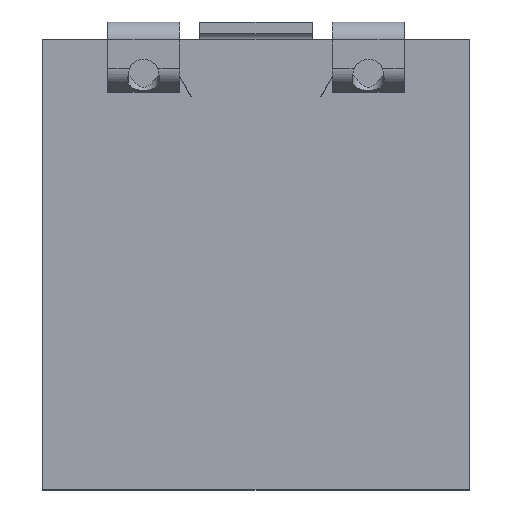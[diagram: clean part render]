
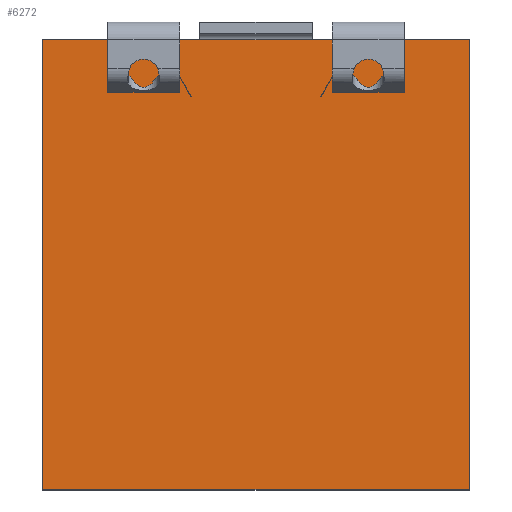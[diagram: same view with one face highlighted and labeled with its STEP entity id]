
A CAD part, top view. The second image highlights one B-rep face of the part: STEP entity #6272.
In plain terms, the highlighted planar face has unit normal (0, 0, 1).
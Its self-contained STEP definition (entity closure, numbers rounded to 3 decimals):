
#23=ELLIPSE('',#6649,0.302,0.178);
#24=ELLIPSE('',#6650,0.302,0.178);
#166=FACE_BOUND('',#812,.T.);
#167=FACE_BOUND('',#813,.T.);
#168=FACE_BOUND('',#814,.T.);
#169=FACE_BOUND('',#815,.T.);
#194=PLANE('',#6648);
#459=FACE_OUTER_BOUND('',#811,.T.);
#811=EDGE_LOOP('',(#4405,#4406,#4407,#4408));
#812=EDGE_LOOP('',(#4409,#4410,#4411,#4412));
#813=EDGE_LOOP('',(#4413,#4414,#4415,#4416));
#814=EDGE_LOOP('',(#4417,#4418,#4419,#4420,#4421,#4422));
#815=EDGE_LOOP('',(#4423,#4424,#4425,#4426,#4427,#4428));
#1216=LINE('',#9295,#1943);
#1219=LINE('',#9300,#1946);
#1220=LINE('',#9303,#1947);
#1221=LINE('',#9304,#1948);
#1222=LINE('',#9307,#1949);
#1223=LINE('',#9309,#1950);
#1224=LINE('',#9311,#1951);
#1225=LINE('',#9312,#1952);
#1226=LINE('',#9315,#1953);
#1227=LINE('',#9317,#1954);
#1228=LINE('',#9319,#1955);
#1229=LINE('',#9320,#1956);
#1230=LINE('',#9323,#1957);
#1231=LINE('',#9325,#1958);
#1232=LINE('',#9329,#1959);
#1233=LINE('',#9331,#1960);
#1234=LINE('',#9332,#1961);
#1235=LINE('',#9335,#1962);
#1236=LINE('',#9337,#1963);
#1237=LINE('',#9341,#1964);
#1238=LINE('',#9343,#1965);
#1239=LINE('',#9344,#1966);
#1943=VECTOR('',#7226,4.826);
#1946=VECTOR('',#7231,5.08);
#1947=VECTOR('',#7234,5.08);
#1948=VECTOR('',#7235,4.826);
#1949=VECTOR('',#7236,0.002);
#1950=VECTOR('',#7237,0.296);
#1951=VECTOR('',#7238,0.005);
#1952=VECTOR('',#7239,0.298);
#1953=VECTOR('',#7240,0.298);
#1954=VECTOR('',#7241,0.005);
#1955=VECTOR('',#7242,0.296);
#1956=VECTOR('',#7243,0.002);
#1957=VECTOR('',#7244,0.157);
#1958=VECTOR('',#7245,0.273);
#1959=VECTOR('',#7248,0.273);
#1960=VECTOR('',#7249,0.157);
#1961=VECTOR('',#7250,0.813);
#1962=VECTOR('',#7251,0.157);
#1963=VECTOR('',#7252,0.273);
#1964=VECTOR('',#7255,0.273);
#1965=VECTOR('',#7256,0.157);
#1966=VECTOR('',#7257,0.813);
#2840=VERTEX_POINT('',#9292);
#2841=VERTEX_POINT('',#9294);
#2842=VERTEX_POINT('',#9298);
#2843=VERTEX_POINT('',#9302);
#2844=VERTEX_POINT('',#9305);
#2845=VERTEX_POINT('',#9306);
#2846=VERTEX_POINT('',#9308);
#2847=VERTEX_POINT('',#9310);
#2848=VERTEX_POINT('',#9313);
#2849=VERTEX_POINT('',#9314);
#2850=VERTEX_POINT('',#9316);
#2851=VERTEX_POINT('',#9318);
#2852=VERTEX_POINT('',#9321);
#2853=VERTEX_POINT('',#9322);
#2854=VERTEX_POINT('',#9324);
#2855=VERTEX_POINT('',#9326);
#2856=VERTEX_POINT('',#9328);
#2857=VERTEX_POINT('',#9330);
#2858=VERTEX_POINT('',#9333);
#2859=VERTEX_POINT('',#9334);
#2860=VERTEX_POINT('',#9336);
#2861=VERTEX_POINT('',#9338);
#2862=VERTEX_POINT('',#9340);
#2863=VERTEX_POINT('',#9342);
#3444=EDGE_CURVE('',#2841,#2840,#1216,.T.);
#3447=EDGE_CURVE('',#2842,#2841,#1219,.T.);
#3448=EDGE_CURVE('',#2843,#2840,#1220,.T.);
#3449=EDGE_CURVE('',#2842,#2843,#1221,.T.);
#3450=EDGE_CURVE('',#2844,#2845,#1222,.T.);
#3451=EDGE_CURVE('',#2846,#2844,#1223,.T.);
#3452=EDGE_CURVE('',#2847,#2846,#1224,.T.);
#3453=EDGE_CURVE('',#2847,#2845,#1225,.T.);
#3454=EDGE_CURVE('',#2848,#2849,#1226,.T.);
#3455=EDGE_CURVE('',#2850,#2849,#1227,.T.);
#3456=EDGE_CURVE('',#2851,#2850,#1228,.T.);
#3457=EDGE_CURVE('',#2848,#2851,#1229,.T.);
#3458=EDGE_CURVE('',#2852,#2853,#1230,.T.);
#3459=EDGE_CURVE('',#2854,#2852,#1231,.T.);
#3460=EDGE_CURVE('',#2855,#2854,#23,.T.);
#3461=EDGE_CURVE('',#2856,#2855,#1232,.T.);
#3462=EDGE_CURVE('',#2856,#2857,#1233,.T.);
#3463=EDGE_CURVE('',#2857,#2853,#1234,.T.);
#3464=EDGE_CURVE('',#2858,#2859,#1235,.T.);
#3465=EDGE_CURVE('',#2860,#2858,#1236,.T.);
#3466=EDGE_CURVE('',#2861,#2860,#24,.T.);
#3467=EDGE_CURVE('',#2862,#2861,#1237,.T.);
#3468=EDGE_CURVE('',#2862,#2863,#1238,.T.);
#3469=EDGE_CURVE('',#2863,#2859,#1239,.T.);
#4405=ORIENTED_EDGE('',*,*,#3448,.F.);
#4406=ORIENTED_EDGE('',*,*,#3449,.F.);
#4407=ORIENTED_EDGE('',*,*,#3447,.T.);
#4408=ORIENTED_EDGE('',*,*,#3444,.T.);
#4409=ORIENTED_EDGE('',*,*,#3450,.F.);
#4410=ORIENTED_EDGE('',*,*,#3451,.F.);
#4411=ORIENTED_EDGE('',*,*,#3452,.F.);
#4412=ORIENTED_EDGE('',*,*,#3453,.T.);
#4413=ORIENTED_EDGE('',*,*,#3454,.T.);
#4414=ORIENTED_EDGE('',*,*,#3455,.F.);
#4415=ORIENTED_EDGE('',*,*,#3456,.F.);
#4416=ORIENTED_EDGE('',*,*,#3457,.F.);
#4417=ORIENTED_EDGE('',*,*,#3458,.F.);
#4418=ORIENTED_EDGE('',*,*,#3459,.F.);
#4419=ORIENTED_EDGE('',*,*,#3460,.F.);
#4420=ORIENTED_EDGE('',*,*,#3461,.F.);
#4421=ORIENTED_EDGE('',*,*,#3462,.T.);
#4422=ORIENTED_EDGE('',*,*,#3463,.T.);
#4423=ORIENTED_EDGE('',*,*,#3464,.F.);
#4424=ORIENTED_EDGE('',*,*,#3465,.F.);
#4425=ORIENTED_EDGE('',*,*,#3466,.F.);
#4426=ORIENTED_EDGE('',*,*,#3467,.F.);
#4427=ORIENTED_EDGE('',*,*,#3468,.T.);
#4428=ORIENTED_EDGE('',*,*,#3469,.T.);
#6272=ADVANCED_FACE('',(#459,#166,#167,#168,#169),#194,.F.);
#6648=AXIS2_PLACEMENT_3D('',#9301,#7232,#7233);
#6649=AXIS2_PLACEMENT_3D('',#9327,#7246,#7247);
#6650=AXIS2_PLACEMENT_3D('',#9339,#7253,#7254);
#7226=DIRECTION('',(-1.,0.,0.));
#7231=DIRECTION('',(0.,1.,0.));
#7232=DIRECTION('center_axis',(0.,0.,-1.));
#7233=DIRECTION('ref_axis',(-1.,0.,0.));
#7234=DIRECTION('',(0.,1.,0.));
#7235=DIRECTION('',(-1.,0.,0.));
#7236=DIRECTION('',(-1.,0.,0.));
#7237=DIRECTION('',(0.514,0.857,0.));
#7238=DIRECTION('',(1.,0.,0.));
#7239=DIRECTION('',(0.521,0.853,0.));
#7240=DIRECTION('',(0.521,-0.853,0.));
#7241=DIRECTION('',(1.,0.,0.));
#7242=DIRECTION('',(0.514,-0.857,0.));
#7243=DIRECTION('',(-1.,0.,0.));
#7244=DIRECTION('',(0.,-1.,0.));
#7245=DIRECTION('',(-1.,0.,0.));
#7246=DIRECTION('center_axis',(0.,0.,-1.));
#7247=DIRECTION('ref_axis',(0.,-1.,0.));
#7248=DIRECTION('',(-1.,0.,0.));
#7249=DIRECTION('',(0.,-1.,0.));
#7250=DIRECTION('',(-1.,0.,0.));
#7251=DIRECTION('',(0.,-1.,0.));
#7252=DIRECTION('',(-1.,0.,0.));
#7253=DIRECTION('center_axis',(0.,0.,-1.));
#7254=DIRECTION('ref_axis',(0.,-1.,0.));
#7255=DIRECTION('',(-1.,0.,0.));
#7256=DIRECTION('',(0.,-1.,0.));
#7257=DIRECTION('',(-1.,0.,0.));
#9292=CARTESIAN_POINT('',(-2.718,2.794,0.));
#9294=CARTESIAN_POINT('',(2.108,2.794,0.));
#9295=CARTESIAN_POINT('',(2.108,2.794,0.));
#9298=CARTESIAN_POINT('',(2.108,-2.286,0.));
#9300=CARTESIAN_POINT('',(2.108,-2.286,0.));
#9301=CARTESIAN_POINT('Origin',(-0.305,-2.287,0.));
#9302=CARTESIAN_POINT('',(-2.718,-2.286,0.));
#9303=CARTESIAN_POINT('',(-2.718,-2.286,0.));
#9304=CARTESIAN_POINT('',(2.108,-2.286,0.));
#9305=CARTESIAN_POINT('',(0.584,2.413,0.));
#9306=CARTESIAN_POINT('',(0.582,2.413,0.));
#9307=CARTESIAN_POINT('',(0.584,2.413,0.));
#9308=CARTESIAN_POINT('',(0.432,2.159,0.));
#9309=CARTESIAN_POINT('',(0.432,2.159,0.));
#9310=CARTESIAN_POINT('',(0.427,2.159,0.));
#9311=CARTESIAN_POINT('',(0.427,2.159,0.));
#9312=CARTESIAN_POINT('',(0.427,2.159,0.));
#9313=CARTESIAN_POINT('',(-1.192,2.413,0.));
#9314=CARTESIAN_POINT('',(-1.036,2.159,0.));
#9315=CARTESIAN_POINT('',(-1.192,2.413,0.));
#9316=CARTESIAN_POINT('',(-1.041,2.159,0.));
#9317=CARTESIAN_POINT('',(-1.041,2.159,0.));
#9318=CARTESIAN_POINT('',(-1.194,2.413,0.));
#9319=CARTESIAN_POINT('',(-1.194,2.413,0.));
#9320=CARTESIAN_POINT('',(-1.192,2.413,0.));
#9321=CARTESIAN_POINT('',(-1.981,2.363,0.));
#9322=CARTESIAN_POINT('',(-1.981,2.206,0.));
#9323=CARTESIAN_POINT('',(-1.981,2.363,0.));
#9324=CARTESIAN_POINT('',(-1.709,2.363,0.));
#9325=CARTESIAN_POINT('',(-1.709,2.363,0.));
#9326=CARTESIAN_POINT('',(-1.441,2.363,0.));
#9327=CARTESIAN_POINT('Origin',(-1.575,2.562,0.));
#9328=CARTESIAN_POINT('',(-1.168,2.363,0.));
#9329=CARTESIAN_POINT('',(-1.168,2.363,0.));
#9330=CARTESIAN_POINT('',(-1.168,2.206,0.));
#9331=CARTESIAN_POINT('',(-1.168,2.363,0.));
#9332=CARTESIAN_POINT('',(-1.168,2.206,0.));
#9333=CARTESIAN_POINT('',(0.559,2.363,0.));
#9334=CARTESIAN_POINT('',(0.559,2.206,0.));
#9335=CARTESIAN_POINT('',(0.559,2.363,0.));
#9336=CARTESIAN_POINT('',(0.831,2.363,0.));
#9337=CARTESIAN_POINT('',(0.831,2.363,0.));
#9338=CARTESIAN_POINT('',(1.099,2.363,0.));
#9339=CARTESIAN_POINT('Origin',(0.965,2.562,0.));
#9340=CARTESIAN_POINT('',(1.372,2.363,0.));
#9341=CARTESIAN_POINT('',(1.372,2.363,0.));
#9342=CARTESIAN_POINT('',(1.372,2.206,0.));
#9343=CARTESIAN_POINT('',(1.372,2.363,0.));
#9344=CARTESIAN_POINT('',(1.372,2.206,0.));
